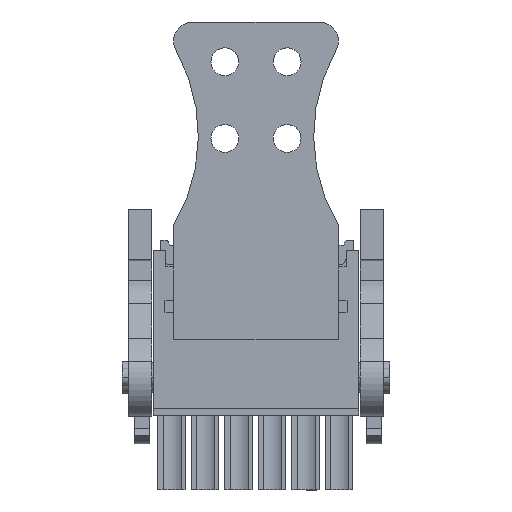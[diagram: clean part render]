
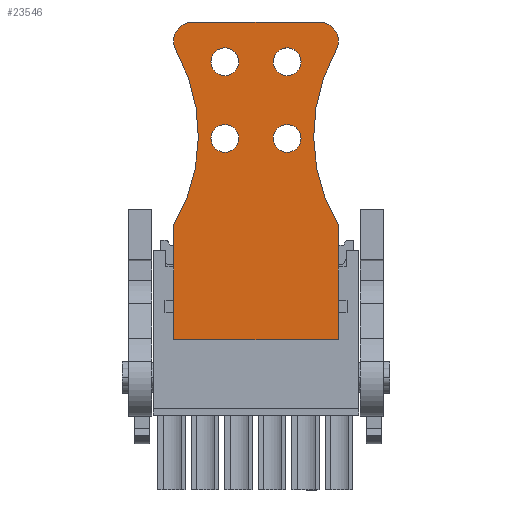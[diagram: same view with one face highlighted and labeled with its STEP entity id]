
A CAD part, front view. The second image highlights one B-rep face of the part: STEP entity #23546.
In plain terms, the highlighted planar face has unit normal (0, -1, 0).
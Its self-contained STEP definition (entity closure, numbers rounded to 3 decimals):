
#23406=AXIS2_PLACEMENT_3D('Plane Axis2P3D',#23403,#23404,#23405) ;
#23426=AXIS2_PLACEMENT_3D('Circle Axis2P3D',#23424,#23425,$) ;
#23433=AXIS2_PLACEMENT_3D('Circle Axis2P3D',#23431,#23432,$) ;
#23447=AXIS2_PLACEMENT_3D('Circle Axis2P3D',#23445,#23446,$) ;
#23454=AXIS2_PLACEMENT_3D('Circle Axis2P3D',#23452,#23453,$) ;
#23476=AXIS2_PLACEMENT_3D('Circle Axis2P3D',#23474,#23475,$) ;
#23485=AXIS2_PLACEMENT_3D('Circle Axis2P3D',#23483,#23484,$) ;
#23494=AXIS2_PLACEMENT_3D('Circle Axis2P3D',#23492,#23493,$) ;
#23503=AXIS2_PLACEMENT_3D('Circle Axis2P3D',#23501,#23502,$) ;
#23512=AXIS2_PLACEMENT_3D('Circle Axis2P3D',#23510,#23511,$) ;
#23521=AXIS2_PLACEMENT_3D('Circle Axis2P3D',#23519,#23520,$) ;
#23530=AXIS2_PLACEMENT_3D('Circle Axis2P3D',#23528,#23529,$) ;
#23539=AXIS2_PLACEMENT_3D('Circle Axis2P3D',#23537,#23538,$) ;
#23403=CARTESIAN_POINT('Axis2P3D Location',(0.,0.,0.)) ;
#23408=CARTESIAN_POINT('Line Origine',(13.95,0.,15.7)) ;
#23412=CARTESIAN_POINT('Vertex',(5.39,0.,15.7)) ;
#23414=CARTESIAN_POINT('Vertex',(22.51,0.,15.7)) ;
#23417=CARTESIAN_POINT('Line Origine',(22.51,0.,21.7)) ;
#23421=CARTESIAN_POINT('Vertex',(22.51,0.,27.701)) ;
#23424=CARTESIAN_POINT('Axis2P3D Location',(38.165,0.,36.973)) ;
#23428=CARTESIAN_POINT('Vertex',(22.294,0.,45.872)) ;
#23431=CARTESIAN_POINT('Axis2P3D Location',(20.55,0.,46.85)) ;
#23435=CARTESIAN_POINT('Vertex',(20.55,0.,48.85)) ;
#23438=CARTESIAN_POINT('Line Origine',(13.95,0.,48.85)) ;
#23442=CARTESIAN_POINT('Vertex',(7.35,0.,48.85)) ;
#23445=CARTESIAN_POINT('Axis2P3D Location',(7.35,0.,46.85)) ;
#23449=CARTESIAN_POINT('Vertex',(5.606,0.,45.872)) ;
#23452=CARTESIAN_POINT('Axis2P3D Location',(-10.265,0.,36.973)) ;
#23456=CARTESIAN_POINT('Vertex',(5.39,0.,27.701)) ;
#23459=CARTESIAN_POINT('Line Origine',(5.39,0.,21.7)) ;
#23474=CARTESIAN_POINT('Axis2P3D Location',(17.2,0.,44.7)) ;
#23478=CARTESIAN_POINT('Vertex',(15.75,0.,44.7)) ;
#23480=CARTESIAN_POINT('Vertex',(18.65,0.,44.7)) ;
#23483=CARTESIAN_POINT('Axis2P3D Location',(17.2,0.,44.7)) ;
#23492=CARTESIAN_POINT('Axis2P3D Location',(10.7,0.,44.7)) ;
#23496=CARTESIAN_POINT('Vertex',(9.25,0.,44.7)) ;
#23498=CARTESIAN_POINT('Vertex',(12.15,0.,44.7)) ;
#23501=CARTESIAN_POINT('Axis2P3D Location',(10.7,0.,44.7)) ;
#23510=CARTESIAN_POINT('Axis2P3D Location',(10.7,0.,36.7)) ;
#23514=CARTESIAN_POINT('Vertex',(9.25,0.,36.7)) ;
#23516=CARTESIAN_POINT('Vertex',(12.15,0.,36.7)) ;
#23519=CARTESIAN_POINT('Axis2P3D Location',(10.7,0.,36.7)) ;
#23528=CARTESIAN_POINT('Axis2P3D Location',(17.2,0.,36.7)) ;
#23532=CARTESIAN_POINT('Vertex',(15.75,0.,36.7)) ;
#23534=CARTESIAN_POINT('Vertex',(18.65,0.,36.7)) ;
#23537=CARTESIAN_POINT('Axis2P3D Location',(17.2,0.,36.7)) ;
#23404=DIRECTION('Axis2P3D Direction',(0.,-1.,0.)) ;
#23405=DIRECTION('Axis2P3D XDirection',(1.,0.,0.)) ;
#23409=DIRECTION('Vector Direction',(1.,0.,0.)) ;
#23418=DIRECTION('Vector Direction',(0.,0.,-1.)) ;
#23425=DIRECTION('Axis2P3D Direction',(0.,-1.,0.)) ;
#23432=DIRECTION('Axis2P3D Direction',(0.,-1.,0.)) ;
#23439=DIRECTION('Vector Direction',(-1.,0.,0.)) ;
#23446=DIRECTION('Axis2P3D Direction',(0.,-1.,0.)) ;
#23453=DIRECTION('Axis2P3D Direction',(0.,-1.,0.)) ;
#23460=DIRECTION('Vector Direction',(0.,0.,1.)) ;
#23475=DIRECTION('Axis2P3D Direction',(0.,-1.,0.)) ;
#23484=DIRECTION('Axis2P3D Direction',(0.,-1.,0.)) ;
#23493=DIRECTION('Axis2P3D Direction',(0.,-1.,0.)) ;
#23502=DIRECTION('Axis2P3D Direction',(0.,-1.,0.)) ;
#23511=DIRECTION('Axis2P3D Direction',(0.,-1.,0.)) ;
#23520=DIRECTION('Axis2P3D Direction',(0.,-1.,0.)) ;
#23529=DIRECTION('Axis2P3D Direction',(0.,-1.,0.)) ;
#23538=DIRECTION('Axis2P3D Direction',(0.,-1.,0.)) ;
#23410=VECTOR('Line Direction',#23409,1.) ;
#23419=VECTOR('Line Direction',#23418,1.) ;
#23440=VECTOR('Line Direction',#23439,1.) ;
#23461=VECTOR('Line Direction',#23460,1.) ;
#23465=ORIENTED_EDGE('',*,*,#23416,.T.) ;
#23466=ORIENTED_EDGE('',*,*,#23423,.T.) ;
#23467=ORIENTED_EDGE('',*,*,#23430,.T.) ;
#23468=ORIENTED_EDGE('',*,*,#23437,.T.) ;
#23469=ORIENTED_EDGE('',*,*,#23444,.T.) ;
#23470=ORIENTED_EDGE('',*,*,#23451,.T.) ;
#23471=ORIENTED_EDGE('',*,*,#23458,.T.) ;
#23472=ORIENTED_EDGE('',*,*,#23463,.T.) ;
#23489=ORIENTED_EDGE('',*,*,#23482,.F.) ;
#23490=ORIENTED_EDGE('',*,*,#23487,.F.) ;
#23507=ORIENTED_EDGE('',*,*,#23500,.F.) ;
#23508=ORIENTED_EDGE('',*,*,#23505,.F.) ;
#23525=ORIENTED_EDGE('',*,*,#23518,.F.) ;
#23526=ORIENTED_EDGE('',*,*,#23523,.F.) ;
#23543=ORIENTED_EDGE('',*,*,#23536,.F.) ;
#23544=ORIENTED_EDGE('',*,*,#23541,.F.) ;
#23491=FACE_BOUND('',#23488,.T.) ;
#23509=FACE_BOUND('',#23506,.T.) ;
#23527=FACE_BOUND('',#23524,.T.) ;
#23545=FACE_BOUND('',#23542,.T.) ;
#23546=ADVANCED_FACE('Strain relief',(#23473,#23491,#23509,#23527,#23545),#23407,.T.) ;
#23427=CIRCLE('generated circle',#23426,18.195) ;
#23434=CIRCLE('generated circle',#23433,2.) ;
#23448=CIRCLE('generated circle',#23447,2.) ;
#23455=CIRCLE('generated circle',#23454,18.195) ;
#23477=CIRCLE('generated circle',#23476,1.45) ;
#23486=CIRCLE('generated circle',#23485,1.45) ;
#23495=CIRCLE('generated circle',#23494,1.45) ;
#23504=CIRCLE('generated circle',#23503,1.45) ;
#23513=CIRCLE('generated circle',#23512,1.45) ;
#23522=CIRCLE('generated circle',#23521,1.45) ;
#23531=CIRCLE('generated circle',#23530,1.45) ;
#23540=CIRCLE('generated circle',#23539,1.45) ;
#23416=EDGE_CURVE('',#23413,#23415,#23411,.T.) ;
#23423=EDGE_CURVE('',#23415,#23422,#23420,.F.) ;
#23430=EDGE_CURVE('',#23422,#23429,#23427,.F.) ;
#23437=EDGE_CURVE('',#23429,#23436,#23434,.T.) ;
#23444=EDGE_CURVE('',#23436,#23443,#23441,.T.) ;
#23451=EDGE_CURVE('',#23443,#23450,#23448,.T.) ;
#23458=EDGE_CURVE('',#23450,#23457,#23455,.F.) ;
#23463=EDGE_CURVE('',#23457,#23413,#23462,.F.) ;
#23482=EDGE_CURVE('',#23479,#23481,#23477,.T.) ;
#23487=EDGE_CURVE('',#23481,#23479,#23486,.T.) ;
#23500=EDGE_CURVE('',#23497,#23499,#23495,.T.) ;
#23505=EDGE_CURVE('',#23499,#23497,#23504,.T.) ;
#23518=EDGE_CURVE('',#23515,#23517,#23513,.T.) ;
#23523=EDGE_CURVE('',#23517,#23515,#23522,.T.) ;
#23536=EDGE_CURVE('',#23533,#23535,#23531,.T.) ;
#23541=EDGE_CURVE('',#23535,#23533,#23540,.T.) ;
#23464=EDGE_LOOP('',(#23465,#23466,#23467,#23468,#23469,#23470,#23471,#23472)) ;
#23488=EDGE_LOOP('',(#23489,#23490)) ;
#23506=EDGE_LOOP('',(#23507,#23508)) ;
#23524=EDGE_LOOP('',(#23525,#23526)) ;
#23542=EDGE_LOOP('',(#23543,#23544)) ;
#23473=FACE_OUTER_BOUND('',#23464,.T.) ;
#23411=LINE('Line',#23408,#23410) ;
#23420=LINE('Line',#23417,#23419) ;
#23441=LINE('Line',#23438,#23440) ;
#23462=LINE('Line',#23459,#23461) ;
#23407=PLANE('',#23406) ;
#23413=VERTEX_POINT('',#23412) ;
#23415=VERTEX_POINT('',#23414) ;
#23422=VERTEX_POINT('',#23421) ;
#23429=VERTEX_POINT('',#23428) ;
#23436=VERTEX_POINT('',#23435) ;
#23443=VERTEX_POINT('',#23442) ;
#23450=VERTEX_POINT('',#23449) ;
#23457=VERTEX_POINT('',#23456) ;
#23479=VERTEX_POINT('',#23478) ;
#23481=VERTEX_POINT('',#23480) ;
#23497=VERTEX_POINT('',#23496) ;
#23499=VERTEX_POINT('',#23498) ;
#23515=VERTEX_POINT('',#23514) ;
#23517=VERTEX_POINT('',#23516) ;
#23533=VERTEX_POINT('',#23532) ;
#23535=VERTEX_POINT('',#23534) ;
